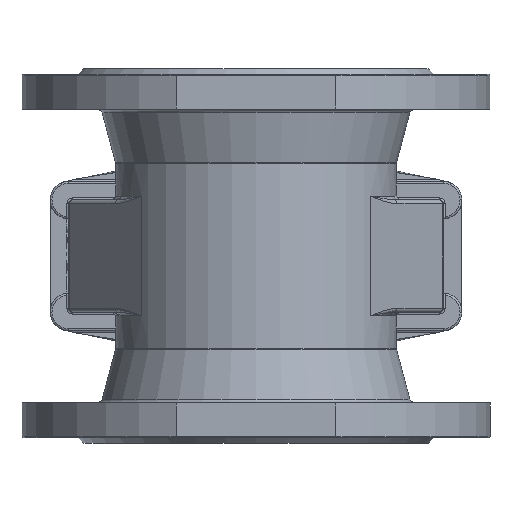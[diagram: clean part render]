
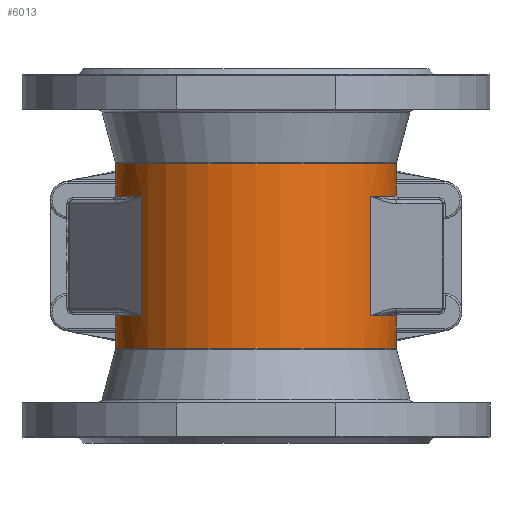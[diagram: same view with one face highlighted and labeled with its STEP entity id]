
A CAD part, front view. The second image highlights one B-rep face of the part: STEP entity #6013.
In plain terms, the highlighted cylindrical face has radius 75 mm (diameter 150 mm), a full revolution.
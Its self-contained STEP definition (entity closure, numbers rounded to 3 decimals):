
#571=CIRCLE('',#6563,75.);
#572=CIRCLE('',#6564,75.);
#576=CIRCLE('',#6572,75.);
#582=CIRCLE('',#6586,75.);
#602=CIRCLE('',#6614,75.);
#603=CIRCLE('',#6615,75.);
#614=CIRCLE('',#6645,75.);
#615=CIRCLE('',#6646,75.);
#621=CIRCLE('',#6661,75.);
#626=CIRCLE('',#6672,75.);
#635=CIRCLE('',#6688,75.);
#636=CIRCLE('',#6689,75.);
#992=FACE_OUTER_BOUND('',#1404,.T.);
#1404=EDGE_LOOP('',(#5107,#5108,#5109,#5110,#5111,#5112,#5113,#5114,#5115,
#5116,#5117,#5118,#5119,#5120,#5121,#5122,#5123,#5124,#5125,#5126,#5127,
#5128));
#1757=LINE('',#11529,#2126);
#1759=LINE('',#11737,#2128);
#1784=LINE('',#11996,#2153);
#1788=LINE('',#12025,#2157);
#1792=LINE('',#12234,#2161);
#1796=LINE('',#12352,#2165);
#1797=LINE('',#12353,#2166);
#1798=LINE('',#12354,#2167);
#2126=VECTOR('',#7954,10.);
#2128=VECTOR('',#7976,10.);
#2153=VECTOR('',#8127,10.);
#2157=VECTOR('',#8153,10.);
#2161=VECTOR('',#8189,10.);
#2165=VECTOR('',#8237,75.);
#2166=VECTOR('',#8238,75.);
#2167=VECTOR('',#8239,10.);
#2717=VERTEX_POINT('',#11500);
#2718=VERTEX_POINT('',#11520);
#2719=VERTEX_POINT('',#11522);
#2720=VERTEX_POINT('',#11528);
#2722=VERTEX_POINT('',#11610);
#2726=VERTEX_POINT('',#11736);
#2729=VERTEX_POINT('',#11750);
#2746=VERTEX_POINT('',#11882);
#2747=VERTEX_POINT('',#11884);
#2757=VERTEX_POINT('',#11975);
#2759=VERTEX_POINT('',#12000);
#2760=VERTEX_POINT('',#12002);
#2763=VERTEX_POINT('',#12016);
#2769=VERTEX_POINT('',#12109);
#2770=VERTEX_POINT('',#12232);
#2771=VERTEX_POINT('',#12238);
#2777=VERTEX_POINT('',#12346);
#2778=VERTEX_POINT('',#12348);
#3449=EDGE_CURVE('',#2718,#2717,#571,.T.);
#3450=EDGE_CURVE('',#2719,#2718,#572,.T.);
#3453=EDGE_CURVE('',#2720,#2719,#1757,.T.);
#3458=EDGE_CURVE('',#2722,#2720,#576,.T.);
#3466=EDGE_CURVE('',#2726,#2722,#1759,.T.);
#3473=EDGE_CURVE('',#2729,#2726,#582,.T.);
#3499=EDGE_CURVE('',#2747,#2746,#602,.T.);
#3500=EDGE_CURVE('',#2746,#2747,#603,.T.);
#3528=EDGE_CURVE('',#2757,#2717,#1784,.T.);
#3531=EDGE_CURVE('',#2759,#2760,#614,.T.);
#3532=EDGE_CURVE('',#2760,#2757,#615,.T.);
#3539=EDGE_CURVE('',#2763,#2759,#1788,.T.);
#3550=EDGE_CURVE('',#2769,#2763,#621,.T.);
#3556=EDGE_CURVE('',#2770,#2769,#1792,.T.);
#3559=EDGE_CURVE('',#2771,#2770,#626,.T.);
#3572=EDGE_CURVE('',#2777,#2778,#635,.T.);
#3573=EDGE_CURVE('',#2778,#2777,#636,.T.);
#3574=EDGE_CURVE('',#2747,#2718,#1796,.T.);
#3575=EDGE_CURVE('',#2760,#2778,#1797,.T.);
#3576=EDGE_CURVE('',#2771,#2729,#1798,.T.);
#5107=ORIENTED_EDGE('',*,*,#3499,.T.);
#5108=ORIENTED_EDGE('',*,*,#3500,.T.);
#5109=ORIENTED_EDGE('',*,*,#3574,.T.);
#5110=ORIENTED_EDGE('',*,*,#3449,.T.);
#5111=ORIENTED_EDGE('',*,*,#3528,.F.);
#5112=ORIENTED_EDGE('',*,*,#3532,.F.);
#5113=ORIENTED_EDGE('',*,*,#3575,.T.);
#5114=ORIENTED_EDGE('',*,*,#3572,.F.);
#5115=ORIENTED_EDGE('',*,*,#3573,.F.);
#5116=ORIENTED_EDGE('',*,*,#3575,.F.);
#5117=ORIENTED_EDGE('',*,*,#3531,.F.);
#5118=ORIENTED_EDGE('',*,*,#3539,.F.);
#5119=ORIENTED_EDGE('',*,*,#3550,.F.);
#5120=ORIENTED_EDGE('',*,*,#3556,.F.);
#5121=ORIENTED_EDGE('',*,*,#3559,.F.);
#5122=ORIENTED_EDGE('',*,*,#3576,.T.);
#5123=ORIENTED_EDGE('',*,*,#3473,.T.);
#5124=ORIENTED_EDGE('',*,*,#3466,.T.);
#5125=ORIENTED_EDGE('',*,*,#3458,.T.);
#5126=ORIENTED_EDGE('',*,*,#3453,.T.);
#5127=ORIENTED_EDGE('',*,*,#3450,.T.);
#5128=ORIENTED_EDGE('',*,*,#3574,.F.);
#5354=CYLINDRICAL_SURFACE('',#6690,75.);
#6013=ADVANCED_FACE('',(#992),#5354,.T.);
#6563=AXIS2_PLACEMENT_3D('',#11521,#7942,#7943);
#6564=AXIS2_PLACEMENT_3D('',#11523,#7944,#7945);
#6572=AXIS2_PLACEMENT_3D('',#11611,#7961,#7962);
#6586=AXIS2_PLACEMENT_3D('',#11751,#7994,#7995);
#6614=AXIS2_PLACEMENT_3D('',#11885,#8054,#8055);
#6615=AXIS2_PLACEMENT_3D('',#11886,#8056,#8057);
#6645=AXIS2_PLACEMENT_3D('',#12003,#8134,#8135);
#6646=AXIS2_PLACEMENT_3D('',#12004,#8136,#8137);
#6661=AXIS2_PLACEMENT_3D('',#12118,#8172,#8173);
#6672=AXIS2_PLACEMENT_3D('',#12251,#8196,#8197);
#6688=AXIS2_PLACEMENT_3D('',#12349,#8231,#8232);
#6689=AXIS2_PLACEMENT_3D('',#12350,#8233,#8234);
#6690=AXIS2_PLACEMENT_3D('',#12351,#8235,#8236);
#7942=DIRECTION('center_axis',(0.,0.,-1.));
#7943=DIRECTION('ref_axis',(0.954,0.301,0.));
#7944=DIRECTION('center_axis',(0.,0.,-1.));
#7945=DIRECTION('ref_axis',(0.954,0.301,0.));
#7954=DIRECTION('',(0.,0.,1.));
#7961=DIRECTION('center_axis',(0.,0.,-1.));
#7962=DIRECTION('ref_axis',(0.,1.,0.));
#7976=DIRECTION('',(0.,0.,-1.));
#7994=DIRECTION('center_axis',(0.,0.,-1.));
#7995=DIRECTION('ref_axis',(-0.954,0.301,0.));
#8054=DIRECTION('center_axis',(0.,0.,1.));
#8055=DIRECTION('ref_axis',(1.,0.,0.));
#8056=DIRECTION('center_axis',(0.,0.,1.));
#8057=DIRECTION('ref_axis',(1.,0.,0.));
#8127=DIRECTION('',(0.,0.,-1.));
#8134=DIRECTION('center_axis',(0.,0.,-1.));
#8135=DIRECTION('ref_axis',(0.954,0.301,0.));
#8136=DIRECTION('center_axis',(0.,0.,-1.));
#8137=DIRECTION('ref_axis',(0.954,0.301,0.));
#8153=DIRECTION('',(0.,0.,-1.));
#8172=DIRECTION('center_axis',(0.,0.,-1.));
#8173=DIRECTION('ref_axis',(0.,1.,0.));
#8189=DIRECTION('',(0.,0.,1.));
#8196=DIRECTION('center_axis',(0.,0.,-1.));
#8197=DIRECTION('ref_axis',(-0.954,0.301,0.));
#8231=DIRECTION('center_axis',(0.,0.,1.));
#8232=DIRECTION('ref_axis',(1.,0.,0.));
#8233=DIRECTION('center_axis',(0.,0.,1.));
#8234=DIRECTION('ref_axis',(1.,0.,0.));
#8235=DIRECTION('center_axis',(0.,0.,-1.));
#8236=DIRECTION('ref_axis',(-1.,0.,0.));
#8237=DIRECTION('',(0.,0.,1.));
#8238=DIRECTION('',(0.,0.,1.));
#8239=DIRECTION('',(0.,0.,-1.));
#11500=CARTESIAN_POINT('',(61.031,-43.592,-129.));
#11520=CARTESIAN_POINT('',(75.,0.,-129.));
#11521=CARTESIAN_POINT('Origin',(0.,0.,-129.));
#11522=CARTESIAN_POINT('',(26.299,70.238,-129.));
#11523=CARTESIAN_POINT('Origin',(0.,0.,-129.));
#11528=CARTESIAN_POINT('',(26.299,70.238,-136.5));
#11529=CARTESIAN_POINT('',(26.299,70.238,-175.));
#11610=CARTESIAN_POINT('',(-26.299,70.238,-136.5));
#11611=CARTESIAN_POINT('Origin',(0.,0.,-136.5));
#11736=CARTESIAN_POINT('',(-26.299,70.238,-129.));
#11737=CARTESIAN_POINT('',(-26.299,70.238,-175.));
#11750=CARTESIAN_POINT('',(-61.031,-43.592,-129.));
#11751=CARTESIAN_POINT('Origin',(0.,0.,-129.));
#11882=CARTESIAN_POINT('',(-75.,0.,-146.237));
#11884=CARTESIAN_POINT('',(75.,0.,-146.237));
#11885=CARTESIAN_POINT('Origin',(0.,0.,-146.237));
#11886=CARTESIAN_POINT('Origin',(0.,0.,-146.237));
#11975=CARTESIAN_POINT('',(61.031,-43.592,-65.));
#11996=CARTESIAN_POINT('',(61.031,-43.592,-19.));
#12000=CARTESIAN_POINT('',(26.299,70.238,-65.));
#12002=CARTESIAN_POINT('',(75.,0.,-65.));
#12003=CARTESIAN_POINT('Origin',(0.,0.,-65.));
#12004=CARTESIAN_POINT('Origin',(0.,0.,-65.));
#12016=CARTESIAN_POINT('',(26.299,70.238,-57.5));
#12025=CARTESIAN_POINT('',(26.299,70.238,-19.));
#12109=CARTESIAN_POINT('',(-26.299,70.238,-57.5));
#12118=CARTESIAN_POINT('Origin',(0.,0.,-57.5));
#12232=CARTESIAN_POINT('',(-26.299,70.238,-65.));
#12234=CARTESIAN_POINT('',(-26.299,70.238,-19.));
#12238=CARTESIAN_POINT('',(-61.031,-43.592,-65.));
#12251=CARTESIAN_POINT('Origin',(0.,0.,-65.));
#12346=CARTESIAN_POINT('',(-75.,0.,-47.763));
#12348=CARTESIAN_POINT('',(75.,0.,-47.763));
#12349=CARTESIAN_POINT('Origin',(0.,0.,-47.763));
#12350=CARTESIAN_POINT('Origin',(0.,0.,-47.763));
#12351=CARTESIAN_POINT('Origin',(0.,0.,-19.));
#12352=CARTESIAN_POINT('',(75.,0.,-19.));
#12353=CARTESIAN_POINT('',(75.,0.,-19.));
#12354=CARTESIAN_POINT('',(-61.031,-43.592,-19.));
